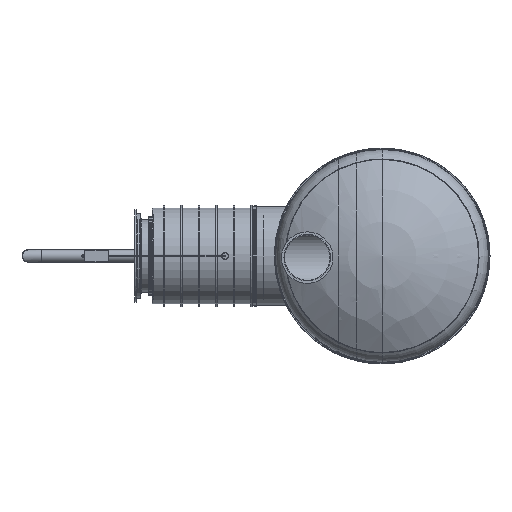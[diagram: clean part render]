
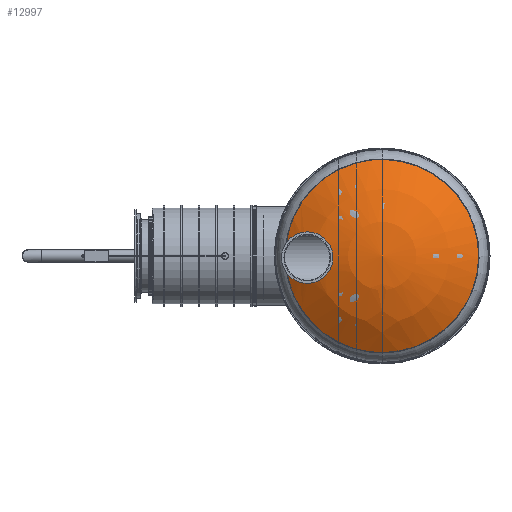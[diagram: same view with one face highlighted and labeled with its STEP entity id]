
A CAD part, left-side view. The second image highlights one B-rep face of the part: STEP entity #12997.
In plain terms, the highlighted spherical face has radius 1446 mm.
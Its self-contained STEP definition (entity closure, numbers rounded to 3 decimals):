
#89=SPHERICAL_SURFACE('',#14683,1446.);
#2369=CIRCLE('',#14681,830.353);
#3185=ORIENTED_EDGE('',*,*,#6501,.F.);
#3186=ORIENTED_EDGE('',*,*,#6499,.F.);
#6499=EDGE_CURVE('',#8173,#8174,#2369,.T.);
#6501=EDGE_CURVE('',#8174,#8173,#9399,.T.);
#8173=VERTEX_POINT('',#21070);
#8174=VERTEX_POINT('',#21071);
#9399=B_SPLINE_CURVE_WITH_KNOTS('',3,(#21076,#21077,#21078,#21079,#21080,
#21081,#21082,#21083,#21084,#21085,#21086,#21087,#21088,#21089,#21090,#21091,
#21092,#21093,#21094,#21095,#21096,#21097,#21098,#21099,#21100,#21101,#21102,
#21103,#21104,#21105,#21106,#21107,#21108,#21109,#21110,#21111,#21112,#21113,
#21114,#21115,#21116,#21117,#21118,#21119,#21120,#21121,#21122,#21123,#21124,
#21125,#21126,#21127,#21128,#21129,#21130,#21131,#21132,#21133,#21134,#21135,
#21136,#21137,#21138,#21139,#21140,#21141,#21142,#21143,#21144,#21145,#21146,
#21147,#21148,#21149,#21150,#21151,#21152,#21153,#21154),.UNSPECIFIED.,
 .F.,.F.,(4,1,1,1,1,1,1,1,1,1,1,1,1,1,1,1,1,1,1,1,1,1,1,1,1,1,1,1,1,1,1,
1,1,1,1,1,1,1,1,1,1,1,1,1,1,1,1,1,1,1,1,1,1,1,1,1,1,1,1,1,1,1,1,1,1,1,1,
1,1,1,1,1,1,1,1,1,4),(0.,0.018,0.037,
0.055,0.065,0.074,0.092,
0.111,0.129,0.148,0.166,
0.185,0.203,0.221,0.24,
0.258,0.277,0.286,0.295,
0.314,0.332,0.351,0.369,
0.378,0.388,0.406,0.425,0.443,
0.452,0.461,0.48,0.498,
0.517,0.526,0.535,0.554,
0.572,0.591,0.6,0.609,0.628,
0.646,0.664,0.683,0.701,
0.711,0.72,0.738,0.757,
0.775,0.784,0.794,0.812,
0.831,0.849,0.858,0.868,0.886,
0.904,0.923,0.932,0.941,
0.96,0.978,0.997,1.006,
1.015,1.034,1.052,1.071,1.089,
1.098,1.107,1.126,1.144,1.163,
1.181),.UNSPECIFIED.);
#9740=EDGE_LOOP('',(#3185,#3186));
#11232=FACE_BOUND('',#9740,.T.);
#12997=ADVANCED_FACE('',(#11232),#89,.T.);
#14681=AXIS2_PLACEMENT_3D('',#21072,#16511,#16512);
#14683=AXIS2_PLACEMENT_3D('',#21075,#16515,#16516);
#16511=DIRECTION('',(0.,0.,-1.));
#16512=DIRECTION('',(-1.,0.,0.));
#16515=DIRECTION('',(0.,0.,-1.));
#16516=DIRECTION('',(-1.,0.,0.));
#21070=CARTESIAN_POINT('',(52.761,828.675,-262.18));
#21071=CARTESIAN_POINT('',(-87.874,825.69,-262.18));
#21072=CARTESIAN_POINT('',(0.,0.,-262.18));
#21075=CARTESIAN_POINT('',(0.,0.,-1446.));
#21076=CARTESIAN_POINT('',(-87.874,825.69,-262.18));
#21077=CARTESIAN_POINT('',(-93.575,823.41,-261.012));
#21078=CARTESIAN_POINT('',(-104.617,818.384,-258.426));
#21079=CARTESIAN_POINT('',(-120.169,809.543,-253.847));
#21080=CARTESIAN_POINT('',(-132.319,801.13,-249.478));
#21081=CARTESIAN_POINT('',(-141.562,793.778,-245.658));
#21082=CARTESIAN_POINT('',(-150.481,786.013,-241.623));
#21083=CARTESIAN_POINT('',(-160.775,775.773,-236.307));
#21084=CARTESIAN_POINT('',(-171.882,762.635,-229.499));
#21085=CARTESIAN_POINT('',(-181.771,748.678,-222.287));
#21086=CARTESIAN_POINT('',(-190.438,733.908,-214.682));
#21087=CARTESIAN_POINT('',(-197.68,718.75,-206.907));
#21088=CARTESIAN_POINT('',(-203.596,703.147,-198.938));
#21089=CARTESIAN_POINT('',(-208.194,687.12,-190.789));
#21090=CARTESIAN_POINT('',(-211.453,670.665,-182.462));
#21091=CARTESIAN_POINT('',(-213.303,654.228,-174.184));
#21092=CARTESIAN_POINT('',(-213.798,637.733,-165.915));
#21093=CARTESIAN_POINT('',(-213.073,623.954,-159.041));
#21094=CARTESIAN_POINT('',(-211.8,612.912,-153.551));
#21095=CARTESIAN_POINT('',(-210.049,601.842,-148.06));
#21096=CARTESIAN_POINT('',(-207.014,588.258,-141.344));
#21097=CARTESIAN_POINT('',(-202.035,572.33,-133.503));
#21098=CARTESIAN_POINT('',(-195.709,556.784,-125.879));
#21099=CARTESIAN_POINT('',(-189.292,544.167,-119.714));
#21100=CARTESIAN_POINT('',(-183.418,534.26,-114.884));
#21101=CARTESIAN_POINT('',(-177.137,524.641,-110.202));
#21102=CARTESIAN_POINT('',(-168.536,513.158,-104.623));
#21103=CARTESIAN_POINT('',(-157.007,500.249,-98.362));
#21104=CARTESIAN_POINT('',(-146.37,490.237,-93.511));
#21105=CARTESIAN_POINT('',(-137.208,482.698,-89.858));
#21106=CARTESIAN_POINT('',(-127.602,475.492,-86.364));
#21107=CARTESIAN_POINT('',(-115.09,467.364,-82.419));
#21108=CARTESIAN_POINT('',(-99.209,458.956,-78.321));
#21109=CARTESIAN_POINT('',(-85.257,453.109,-75.45));
#21110=CARTESIAN_POINT('',(-73.631,449.152,-73.489));
#21111=CARTESIAN_POINT('',(-61.726,445.708,-71.766));
#21112=CARTESIAN_POINT('',(-46.721,442.479,-70.115));
#21113=CARTESIAN_POINT('',(-28.423,440.266,-68.906));
#21114=CARTESIAN_POINT('',(-12.947,439.83,-68.551));
#21115=CARTESIAN_POINT('',(-0.432,440.36,-68.673));
#21116=CARTESIAN_POINT('',(11.914,441.463,-69.065));
#21117=CARTESIAN_POINT('',(27.122,443.898,-70.046));
#21118=CARTESIAN_POINT('',(44.977,448.466,-71.996));
#21119=CARTESIAN_POINT('',(62.499,454.73,-74.743));
#21120=CARTESIAN_POINT('',(79.019,462.422,-78.173));
#21121=CARTESIAN_POINT('',(92.05,469.986,-81.587));
#21122=CARTESIAN_POINT('',(102.02,476.712,-84.647));
#21123=CARTESIAN_POINT('',(111.713,483.91,-87.937));
#21124=CARTESIAN_POINT('',(123.01,493.554,-92.374));
#21125=CARTESIAN_POINT('',(135.328,506.107,-98.197));
#21126=CARTESIAN_POINT('',(144.582,517.349,-103.454));
#21127=CARTESIAN_POINT('',(151.397,526.833,-107.915));
#21128=CARTESIAN_POINT('',(157.726,536.506,-112.483));
#21129=CARTESIAN_POINT('',(164.754,548.937,-118.388));
#21130=CARTESIAN_POINT('',(171.825,564.373,-125.776));
#21131=CARTESIAN_POINT('',(176.604,577.67,-132.192));
#21132=CARTESIAN_POINT('',(179.745,588.543,-137.469));
#21133=CARTESIAN_POINT('',(182.398,599.429,-142.774));
#21134=CARTESIAN_POINT('',(184.833,613.114,-149.482));
#21135=CARTESIAN_POINT('',(186.377,629.639,-157.649));
#21136=CARTESIAN_POINT('',(186.522,643.49,-164.55));
#21137=CARTESIAN_POINT('',(185.938,654.643,-170.141));
#21138=CARTESIAN_POINT('',(184.894,665.693,-175.705));
#21139=CARTESIAN_POINT('',(182.744,679.324,-182.61));
#21140=CARTESIAN_POINT('',(178.831,695.39,-190.818));
#21141=CARTESIAN_POINT('',(174.45,708.539,-197.592));
#21142=CARTESIAN_POINT('',(170.258,718.905,-202.966));
#21143=CARTESIAN_POINT('',(165.586,729.184,-208.319));
#21144=CARTESIAN_POINT('',(158.978,741.572,-214.811));
#21145=CARTESIAN_POINT('',(149.824,755.73,-222.295));
#21146=CARTESIAN_POINT('',(139.427,769.171,-229.461));
#21147=CARTESIAN_POINT('',(129.701,779.747,-235.15));
#21148=CARTESIAN_POINT('',(121.217,787.833,-239.53));
#21149=CARTESIAN_POINT('',(112.408,795.518,-243.711));
#21150=CARTESIAN_POINT('',(100.791,804.382,-248.57));
#21151=CARTESIAN_POINT('',(85.865,813.824,-253.798));
#21152=CARTESIAN_POINT('',(69.936,822.029,-258.393));
#21153=CARTESIAN_POINT('',(58.564,826.635,-261.01));
#21154=CARTESIAN_POINT('',(52.761,828.675,-262.18));
